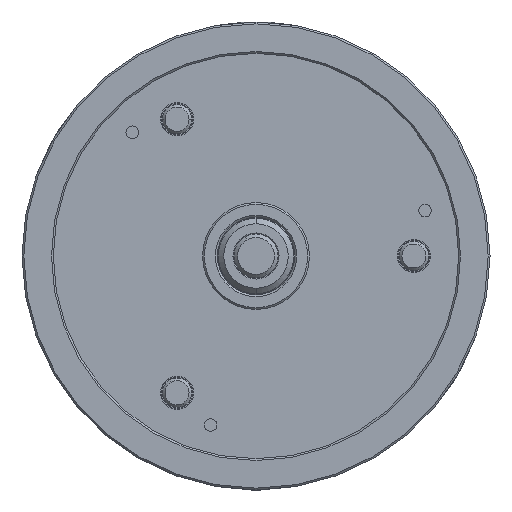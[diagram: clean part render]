
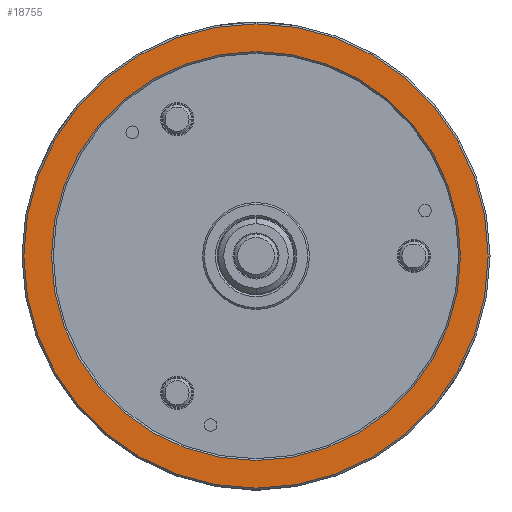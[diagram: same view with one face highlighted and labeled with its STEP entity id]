
A CAD part, left-side view. The second image highlights one B-rep face of the part: STEP entity #18755.
In plain terms, the highlighted planar face has unit normal (-1, 0, 0).
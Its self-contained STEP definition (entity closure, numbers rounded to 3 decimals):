
#152 = VERTEX_POINT ( 'NONE', #21808 ) ;
#597 = DIRECTION ( 'NONE',  ( 0., 0., 1. ) ) ;
#678 = CARTESIAN_POINT ( 'NONE',  ( 0., 127., 0. ) ) ;
#1687 = FACE_BOUND ( 'NONE', #19352, .T. ) ;
#1810 = AXIS2_PLACEMENT_3D ( 'NONE', #21643, #11122, #597 ) ;
#2049 = ORIENTED_EDGE ( 'NONE', *, *, #9295, .T. ) ;
#2434 = DIRECTION ( 'NONE',  ( 0., 0., 1. ) ) ;
#3043 = VERTEX_POINT ( 'NONE', #4303 ) ;
#4303 = CARTESIAN_POINT ( 'NONE',  ( 0., 0., 111. ) ) ;
#4871 = CIRCLE ( 'NONE', #14487, 111. ) ;
#5068 = CARTESIAN_POINT ( 'NONE',  ( 0., 0., -126. ) ) ;
#5379 = VERTEX_POINT ( 'NONE', #17136 ) ;
#6035 = ORIENTED_EDGE ( 'NONE', *, *, #14900, .T. ) ;
#7772 = CARTESIAN_POINT ( 'NONE',  ( 0., 0., 0. ) ) ;
#9295 = EDGE_CURVE ( 'NONE', #3043, #5379, #4871, .T. ) ;
#9529 = DIRECTION ( 'NONE',  ( 0., 0., 1. ) ) ;
#9651 = DIRECTION ( 'NONE',  ( 1., 0., 0. ) ) ;
#10438 = CARTESIAN_POINT ( 'NONE',  ( 0., 0., 0. ) ) ;
#11122 = DIRECTION ( 'NONE',  ( -1., 0., 0. ) ) ;
#11298 = AXIS2_PLACEMENT_3D ( 'NONE', #7772, #20054, #9529 ) ;
#11980 = EDGE_CURVE ( 'NONE', #20396, #152, #18007, .T. ) ;
#12212 = DIRECTION ( 'NONE',  ( 0., 0., 1. ) ) ;
#12981 = DIRECTION ( 'NONE',  ( -1., 0., 0. ) ) ;
#13952 = ORIENTED_EDGE ( 'NONE', *, *, #16645, .T. ) ;
#14294 = AXIS2_PLACEMENT_3D ( 'NONE', #10438, #22713, #12212 ) ;
#14487 = AXIS2_PLACEMENT_3D ( 'NONE', #20179, #9651, #21943 ) ;
#14900 = EDGE_CURVE ( 'NONE', #5379, #3043, #21318, .T. ) ;
#15141 = FACE_OUTER_BOUND ( 'NONE', #16176, .T. ) ;
#15778 = CIRCLE ( 'NONE', #1810, 126. ) ;
#16176 = EDGE_LOOP ( 'NONE', ( #19947, #13952 ) ) ;
#16645 = EDGE_CURVE ( 'NONE', #152, #20396, #15778, .T. ) ;
#17136 = CARTESIAN_POINT ( 'NONE',  ( 0., 0., -111. ) ) ;
#18007 = CIRCLE ( 'NONE', #11298, 126. ) ;
#18755 = ADVANCED_FACE ( 'NONE', ( #15141, #1687 ), #19878, .T. ) ;
#19352 = EDGE_LOOP ( 'NONE', ( #2049, #6035 ) ) ;
#19878 = PLANE ( 'NONE',  #20245 ) ;
#19947 = ORIENTED_EDGE ( 'NONE', *, *, #11980, .T. ) ;
#20054 = DIRECTION ( 'NONE',  ( -1., 0., 0. ) ) ;
#20179 = CARTESIAN_POINT ( 'NONE',  ( 0., 0., 0. ) ) ;
#20245 = AXIS2_PLACEMENT_3D ( 'NONE', #678, #12981, #2434 ) ;
#20396 = VERTEX_POINT ( 'NONE', #5068 ) ;
#21318 = CIRCLE ( 'NONE', #14294, 111. ) ;
#21643 = CARTESIAN_POINT ( 'NONE',  ( 0., 0., 0. ) ) ;
#21808 = CARTESIAN_POINT ( 'NONE',  ( 0., 0., 126. ) ) ;
#21943 = DIRECTION ( 'NONE',  ( 0., 0., 1. ) ) ;
#22713 = DIRECTION ( 'NONE',  ( 1., 0., 0. ) ) ;
